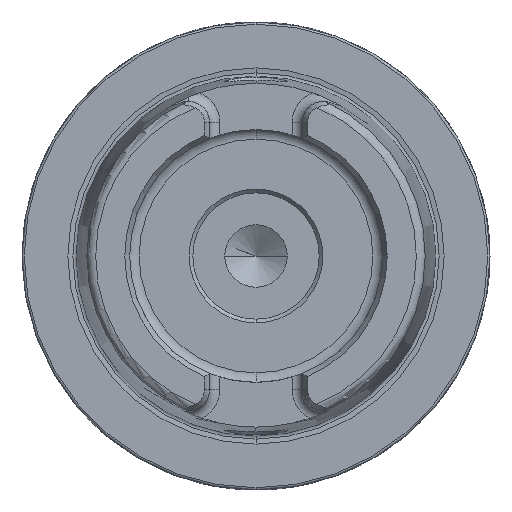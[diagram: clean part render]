
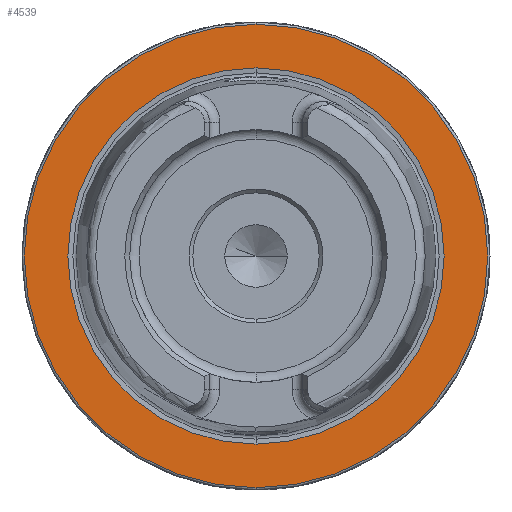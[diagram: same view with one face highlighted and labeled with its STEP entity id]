
A CAD part, left-side view. The second image highlights one B-rep face of the part: STEP entity #4539.
In plain terms, the highlighted planar face has unit normal (-1, 0, 0).
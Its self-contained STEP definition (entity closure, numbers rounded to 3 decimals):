
#201 = FACE_OUTER_BOUND ( 'NONE', #4690, .T. ) ;
#209 = FACE_BOUND ( 'NONE', #4691, .T. ) ;
#923 = VERTEX_POINT ( 'NONE', #10843 ) ;
#928 = VERTEX_POINT ( 'NONE', #10846 ) ;
#930 = VERTEX_POINT ( 'NONE', #10847 ) ;
#931 = VERTEX_POINT ( 'NONE', #10848 ) ;
#1460 = ORIENTED_EDGE ( 'NONE', *, *, #4167, .F. ) ;
#1461 = ORIENTED_EDGE ( 'NONE', *, *, #4761, .T. ) ;
#1476 = ORIENTED_EDGE ( 'NONE', *, *, #8695, .F. ) ;
#1480 = ORIENTED_EDGE ( 'NONE', *, *, #8694, .T. ) ;
#1505 = AXIS2_PLACEMENT_3D ( 'NONE', #2624, #2625, #2626 ) ;
#2624 = CARTESIAN_POINT ( 'NONE',  ( 0., 0., 0. ) ) ;
#2625 = DIRECTION ( 'NONE',  ( -1., 0., 0. ) ) ;
#2626 = DIRECTION ( 'NONE',  ( 0., 0., 1. ) ) ;
#3172 = CIRCLE ( 'NONE', #1505, 25.324 ) ;
#3454 = CARTESIAN_POINT ( 'NONE',  ( 0., 31.2, 0. ) ) ;
#3457 = PLANE ( 'NONE',  #6328 ) ;
#3459 = DIRECTION ( 'NONE',  ( 1., 0., 0. ) ) ;
#4167 = EDGE_CURVE ( 'NONE', #923, #928, #3172, .T. ) ;
#4539 = ADVANCED_FACE ( 'NONE', ( #209, #201 ), #3457, .F. ) ;
#4690 = EDGE_LOOP ( 'NONE', ( #1461, #1480 ) ) ;
#4691 = EDGE_LOOP ( 'NONE', ( #1476, #1460 ) ) ;
#4761 = EDGE_CURVE ( 'NONE', #930, #931, #8220, .T. ) ;
#5168 = AXIS2_PLACEMENT_3D ( 'NONE', #6604, #6605, #6606 ) ;
#5169 = AXIS2_PLACEMENT_3D ( 'NONE', #6607, #6608, #6609 ) ;
#5429 = CIRCLE ( 'NONE', #5168, 31.2 ) ;
#5432 = CIRCLE ( 'NONE', #5169, 25.324 ) ;
#5453 = CARTESIAN_POINT ( 'NONE',  ( 0., 0., 0. ) ) ;
#5455 = DIRECTION ( 'NONE',  ( -1., 0., 0. ) ) ;
#5456 = DIRECTION ( 'NONE',  ( 0., 0., 1. ) ) ;
#6328 = AXIS2_PLACEMENT_3D ( 'NONE', #3454, #3459, #9964 ) ;
#6604 = CARTESIAN_POINT ( 'NONE',  ( 0., 0., 0. ) ) ;
#6605 = DIRECTION ( 'NONE',  ( -1., 0., 0. ) ) ;
#6606 = DIRECTION ( 'NONE',  ( 0., 0., 1. ) ) ;
#6607 = CARTESIAN_POINT ( 'NONE',  ( 0., 0., 0. ) ) ;
#6608 = DIRECTION ( 'NONE',  ( -1., 0., 0. ) ) ;
#6609 = DIRECTION ( 'NONE',  ( 0., 0., 1. ) ) ;
#8220 = CIRCLE ( 'NONE', #8936, 31.2 ) ;
#8694 = EDGE_CURVE ( 'NONE', #931, #930, #5429, .T. ) ;
#8695 = EDGE_CURVE ( 'NONE', #928, #923, #5432, .T. ) ;
#8936 = AXIS2_PLACEMENT_3D ( 'NONE', #5453, #5455, #5456 ) ;
#9964 = DIRECTION ( 'NONE',  ( 0., 0., -1. ) ) ;
#10843 = CARTESIAN_POINT ( 'NONE',  ( 0., 0., -25.324 ) ) ;
#10846 = CARTESIAN_POINT ( 'NONE',  ( 0., 0., 25.324 ) ) ;
#10847 = CARTESIAN_POINT ( 'NONE',  ( 0., 0., 31.2 ) ) ;
#10848 = CARTESIAN_POINT ( 'NONE',  ( 0., 0., -31.2 ) ) ;
